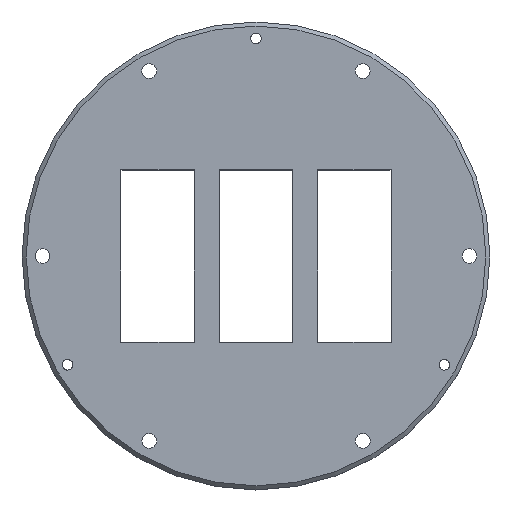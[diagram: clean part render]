
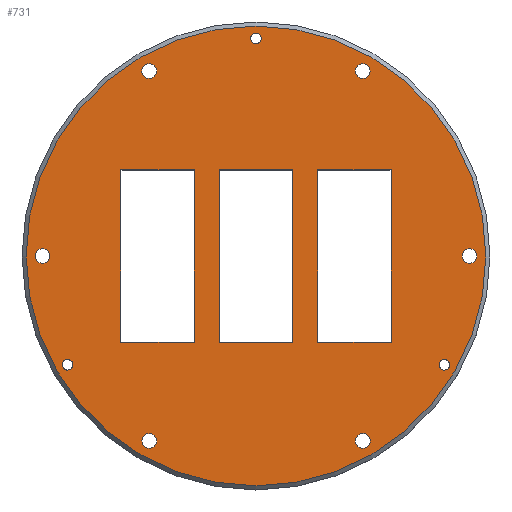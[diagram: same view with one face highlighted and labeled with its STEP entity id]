
A CAD part, top view. The second image highlights one B-rep face of the part: STEP entity #731.
In plain terms, the highlighted planar face has unit normal (0, 0, 1).
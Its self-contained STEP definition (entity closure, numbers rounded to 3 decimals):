
#32=CARTESIAN_POINT('',(13.899,22.516,8.5));
#33=VERTEX_POINT('',#32);
#42=CARTESIAN_POINT('',(12.999,22.516,8.5));
#43=DIRECTION('',(-0.,-0.,-1.));
#44=DIRECTION('',(1.,0.,-0.));
#45=AXIS2_PLACEMENT_3D('',#42,#43,#44);
#46=CIRCLE('',#45,0.9);
#47=EDGE_CURVE('',#33,#33,#46,.T.);
#74=CARTESIAN_POINT('',(13.901,-22.517,8.5));
#75=VERTEX_POINT('',#74);
#84=CARTESIAN_POINT('',(13.001,-22.517,8.5));
#85=DIRECTION('',(-0.,-0.,-1.));
#86=DIRECTION('',(1.,0.,-0.));
#87=AXIS2_PLACEMENT_3D('',#84,#85,#86);
#88=CIRCLE('',#87,0.9);
#89=EDGE_CURVE('',#75,#75,#88,.T.);
#116=CARTESIAN_POINT('',(-25.1,-0.002,8.5));
#117=VERTEX_POINT('',#116);
#126=CARTESIAN_POINT('',(-26.,-0.002,8.5));
#127=DIRECTION('',(-0.,-0.,-1.));
#128=DIRECTION('',(1.,0.,-0.));
#129=AXIS2_PLACEMENT_3D('',#126,#127,#128);
#130=CIRCLE('',#129,0.9);
#131=EDGE_CURVE('',#117,#117,#130,.T.);
#158=CARTESIAN_POINT('',(-12.099,-22.518,8.5));
#159=VERTEX_POINT('',#158);
#168=CARTESIAN_POINT('',(-12.999,-22.518,8.5));
#169=DIRECTION('',(-0.,-0.,-1.));
#170=DIRECTION('',(1.,0.,-0.));
#171=AXIS2_PLACEMENT_3D('',#168,#169,#170);
#172=CIRCLE('',#171,0.9);
#173=EDGE_CURVE('',#159,#159,#172,.T.);
#200=CARTESIAN_POINT('',(-12.101,22.515,8.5));
#201=VERTEX_POINT('',#200);
#210=CARTESIAN_POINT('',(-13.001,22.515,8.5));
#211=DIRECTION('',(-0.,-0.,-1.));
#212=DIRECTION('',(1.,0.,-0.));
#213=AXIS2_PLACEMENT_3D('',#210,#211,#212);
#214=CIRCLE('',#213,0.9);
#215=EDGE_CURVE('',#201,#201,#214,.T.);
#242=CARTESIAN_POINT('',(26.9,-0.,8.5));
#243=VERTEX_POINT('',#242);
#252=CARTESIAN_POINT('',(26.,-0.,8.5));
#253=DIRECTION('',(-0.,-0.,-1.));
#254=DIRECTION('',(1.,0.,-0.));
#255=AXIS2_PLACEMENT_3D('',#252,#253,#254);
#256=CIRCLE('',#255,0.9);
#257=EDGE_CURVE('',#243,#243,#256,.T.);
#535=CARTESIAN_POINT('',(0.,0.,8.5));
#536=DIRECTION('',(0.,0.,1.));
#537=DIRECTION('',(1.,0.,0.));
#538=AXIS2_PLACEMENT_3D('',#535,#536,#537);
#539=PLANE('',#538);
#540=ORIENTED_EDGE('',*,*,#257,.T.);
#541=EDGE_LOOP('',(#540));
#542=FACE_BOUND('',#541,.T.);
#543=ORIENTED_EDGE('',*,*,#215,.T.);
#544=EDGE_LOOP('',(#543));
#545=FACE_BOUND('',#544,.T.);
#546=ORIENTED_EDGE('',*,*,#173,.T.);
#547=EDGE_LOOP('',(#546));
#548=FACE_BOUND('',#547,.T.);
#549=ORIENTED_EDGE('',*,*,#131,.T.);
#550=EDGE_LOOP('',(#549));
#551=FACE_BOUND('',#550,.T.);
#552=ORIENTED_EDGE('',*,*,#89,.T.);
#553=EDGE_LOOP('',(#552));
#554=FACE_BOUND('',#553,.T.);
#555=ORIENTED_EDGE('',*,*,#47,.T.);
#556=EDGE_LOOP('',(#555));
#557=FACE_BOUND('',#556,.T.);
#558=CARTESIAN_POINT('',(28.,-0.001,8.5));
#559=VERTEX_POINT('',#558);
#560=CARTESIAN_POINT('',(-28.,-0.001,8.5));
#561=VERTEX_POINT('',#560);
#562=CARTESIAN_POINT('',(0.,-0.001,8.5));
#563=DIRECTION('',(0.,0.,1.));
#564=DIRECTION('',(1.,0.,-0.));
#565=AXIS2_PLACEMENT_3D('',#562,#563,#564);
#566=CIRCLE('',#565,28.);
#567=EDGE_CURVE('',#559,#561,#566,.T.);
#568=ORIENTED_EDGE('',*,*,#567,.T.);
#569=CARTESIAN_POINT('',(0.,-0.001,8.5));
#570=DIRECTION('',(0.,0.,1.));
#571=DIRECTION('',(1.,0.,-0.));
#572=AXIS2_PLACEMENT_3D('',#569,#570,#571);
#573=CIRCLE('',#572,28.);
#574=EDGE_CURVE('',#561,#559,#573,.T.);
#575=ORIENTED_EDGE('',*,*,#574,.T.);
#576=EDGE_LOOP('',(#568,#575));
#577=FACE_BOUND('',#576,.T.);
#578=CARTESIAN_POINT('',(23.596,-13.324,8.5));
#579=VERTEX_POINT('',#578);
#580=CARTESIAN_POINT('',(22.563,-13.773,8.5));
#581=VERTEX_POINT('',#580);
#582=CARTESIAN_POINT('',(22.95,-13.251,8.5));
#583=DIRECTION('',(-0.,-0.,-1.));
#584=DIRECTION('',(0.994,-0.113,0.));
#585=AXIS2_PLACEMENT_3D('',#582,#583,#584);
#586=CIRCLE('',#585,0.65);
#587=EDGE_CURVE('',#579,#581,#586,.T.);
#588=ORIENTED_EDGE('',*,*,#587,.T.);
#589=CARTESIAN_POINT('',(22.95,-13.251,8.5));
#590=DIRECTION('',(-0.,-0.,-1.));
#591=DIRECTION('',(0.994,-0.113,0.));
#592=AXIS2_PLACEMENT_3D('',#589,#590,#591);
#593=CIRCLE('',#592,0.65);
#594=EDGE_CURVE('',#581,#579,#593,.T.);
#595=ORIENTED_EDGE('',*,*,#594,.T.);
#596=EDGE_LOOP('',(#588,#595));
#597=FACE_BOUND('',#596,.T.);
#598=CARTESIAN_POINT('',(0.646,26.426,8.5));
#599=VERTEX_POINT('',#598);
#600=CARTESIAN_POINT('',(0.,26.499,8.5));
#601=DIRECTION('',(0.,0.,1.));
#602=DIRECTION('',(0.994,-0.113,0.));
#603=AXIS2_PLACEMENT_3D('',#600,#601,#602);
#604=CIRCLE('',#603,0.65);
#605=EDGE_CURVE('',#599,#599,#604,.T.);
#606=ORIENTED_EDGE('',*,*,#605,.F.);
#607=EDGE_LOOP('',(#606));
#608=FACE_BOUND('',#607,.T.);
#609=CARTESIAN_POINT('',(-16.5,10.499,8.5));
#610=VERTEX_POINT('',#609);
#611=CARTESIAN_POINT('',(-7.5,10.499,8.5));
#612=VERTEX_POINT('',#611);
#613=CARTESIAN_POINT('',(-16.5,10.499,8.5));
#614=DIRECTION('',(1.,0.,0.));
#615=VECTOR('',#614,9.);
#616=LINE('',#613,#615);
#617=EDGE_CURVE('',#610,#612,#616,.T.);
#618=ORIENTED_EDGE('',*,*,#617,.T.);
#619=CARTESIAN_POINT('',(-7.5,-10.501,8.5));
#620=VERTEX_POINT('',#619);
#621=CARTESIAN_POINT('',(-7.5,10.499,8.5));
#622=DIRECTION('',(0.,-1.,0.));
#623=VECTOR('',#622,21.);
#624=LINE('',#621,#623);
#625=EDGE_CURVE('',#612,#620,#624,.T.);
#626=ORIENTED_EDGE('',*,*,#625,.T.);
#627=CARTESIAN_POINT('',(-16.5,-10.501,8.5));
#628=VERTEX_POINT('',#627);
#629=CARTESIAN_POINT('',(-7.5,-10.501,8.5));
#630=DIRECTION('',(-1.,-0.,0.));
#631=VECTOR('',#630,9.);
#632=LINE('',#629,#631);
#633=EDGE_CURVE('',#620,#628,#632,.T.);
#634=ORIENTED_EDGE('',*,*,#633,.T.);
#635=CARTESIAN_POINT('',(-16.5,-10.501,8.5));
#636=DIRECTION('',(0.,1.,0.));
#637=VECTOR('',#636,21.);
#638=LINE('',#635,#637);
#639=EDGE_CURVE('',#628,#610,#638,.T.);
#640=ORIENTED_EDGE('',*,*,#639,.T.);
#641=EDGE_LOOP('',(#618,#626,#634,#640));
#642=FACE_BOUND('',#641,.T.);
#643=CARTESIAN_POINT('',(-4.5,-10.501,8.5));
#644=VERTEX_POINT('',#643);
#645=CARTESIAN_POINT('',(-4.5,10.499,8.5));
#646=VERTEX_POINT('',#645);
#647=CARTESIAN_POINT('',(-4.5,-10.501,8.5));
#648=DIRECTION('',(0.,1.,0.));
#649=VECTOR('',#648,21.);
#650=LINE('',#647,#649);
#651=EDGE_CURVE('',#644,#646,#650,.T.);
#652=ORIENTED_EDGE('',*,*,#651,.T.);
#653=CARTESIAN_POINT('',(4.5,10.499,8.5));
#654=VERTEX_POINT('',#653);
#655=CARTESIAN_POINT('',(4.5,10.499,8.5));
#656=DIRECTION('',(-1.,-0.,0.));
#657=VECTOR('',#656,9.);
#658=LINE('',#655,#657);
#659=EDGE_CURVE('',#654,#646,#658,.T.);
#660=ORIENTED_EDGE('',*,*,#659,.F.);
#661=CARTESIAN_POINT('',(4.5,-10.501,8.5));
#662=VERTEX_POINT('',#661);
#663=CARTESIAN_POINT('',(4.5,10.499,8.5));
#664=DIRECTION('',(0.,-1.,0.));
#665=VECTOR('',#664,21.);
#666=LINE('',#663,#665);
#667=EDGE_CURVE('',#654,#662,#666,.T.);
#668=ORIENTED_EDGE('',*,*,#667,.T.);
#669=CARTESIAN_POINT('',(4.5,-10.501,8.5));
#670=DIRECTION('',(-1.,0.,0.));
#671=VECTOR('',#670,9.);
#672=LINE('',#669,#671);
#673=EDGE_CURVE('',#662,#644,#672,.T.);
#674=ORIENTED_EDGE('',*,*,#673,.T.);
#675=EDGE_LOOP('',(#652,#660,#668,#674));
#676=FACE_BOUND('',#675,.T.);
#677=CARTESIAN_POINT('',(7.5,10.499,8.5));
#678=VERTEX_POINT('',#677);
#679=CARTESIAN_POINT('',(7.5,-10.501,8.5));
#680=VERTEX_POINT('',#679);
#681=CARTESIAN_POINT('',(7.5,10.499,8.5));
#682=DIRECTION('',(-0.,-1.,0.));
#683=VECTOR('',#682,21.);
#684=LINE('',#681,#683);
#685=EDGE_CURVE('',#678,#680,#684,.T.);
#686=ORIENTED_EDGE('',*,*,#685,.F.);
#687=CARTESIAN_POINT('',(16.5,10.499,8.5));
#688=VERTEX_POINT('',#687);
#689=CARTESIAN_POINT('',(16.5,10.499,8.5));
#690=DIRECTION('',(-1.,-0.,0.));
#691=VECTOR('',#690,9.);
#692=LINE('',#689,#691);
#693=EDGE_CURVE('',#688,#678,#692,.T.);
#694=ORIENTED_EDGE('',*,*,#693,.F.);
#695=CARTESIAN_POINT('',(16.5,-10.501,8.5));
#696=VERTEX_POINT('',#695);
#697=CARTESIAN_POINT('',(16.5,-10.501,8.5));
#698=DIRECTION('',(0.,1.,0.));
#699=VECTOR('',#698,21.);
#700=LINE('',#697,#699);
#701=EDGE_CURVE('',#696,#688,#700,.T.);
#702=ORIENTED_EDGE('',*,*,#701,.F.);
#703=CARTESIAN_POINT('',(7.5,-10.501,8.5));
#704=DIRECTION('',(1.,0.,0.));
#705=VECTOR('',#704,9.);
#706=LINE('',#703,#705);
#707=EDGE_CURVE('',#680,#696,#706,.T.);
#708=ORIENTED_EDGE('',*,*,#707,.F.);
#709=EDGE_LOOP('',(#686,#694,#702,#708));
#710=FACE_BOUND('',#709,.T.);
#711=CARTESIAN_POINT('',(-22.304,-13.325,8.5));
#712=VERTEX_POINT('',#711);
#713=CARTESIAN_POINT('',(-23.209,-12.655,8.5));
#714=VERTEX_POINT('',#713);
#715=CARTESIAN_POINT('',(-22.95,-13.251,8.5));
#716=DIRECTION('',(-0.,-0.,-1.));
#717=DIRECTION('',(0.994,-0.113,0.));
#718=AXIS2_PLACEMENT_3D('',#715,#716,#717);
#719=CIRCLE('',#718,0.65);
#720=EDGE_CURVE('',#712,#714,#719,.T.);
#721=ORIENTED_EDGE('',*,*,#720,.T.);
#722=CARTESIAN_POINT('',(-22.95,-13.251,8.5));
#723=DIRECTION('',(-0.,-0.,-1.));
#724=DIRECTION('',(0.994,-0.113,0.));
#725=AXIS2_PLACEMENT_3D('',#722,#723,#724);
#726=CIRCLE('',#725,0.65);
#727=EDGE_CURVE('',#714,#712,#726,.T.);
#728=ORIENTED_EDGE('',*,*,#727,.T.);
#729=EDGE_LOOP('',(#721,#728));
#730=FACE_BOUND('',#729,.T.);
#731=ADVANCED_FACE('',(#542,#545,#548,#551,#554,#557,#577,#597,#608,#642,#676,#710,#730),#539,.T.);
